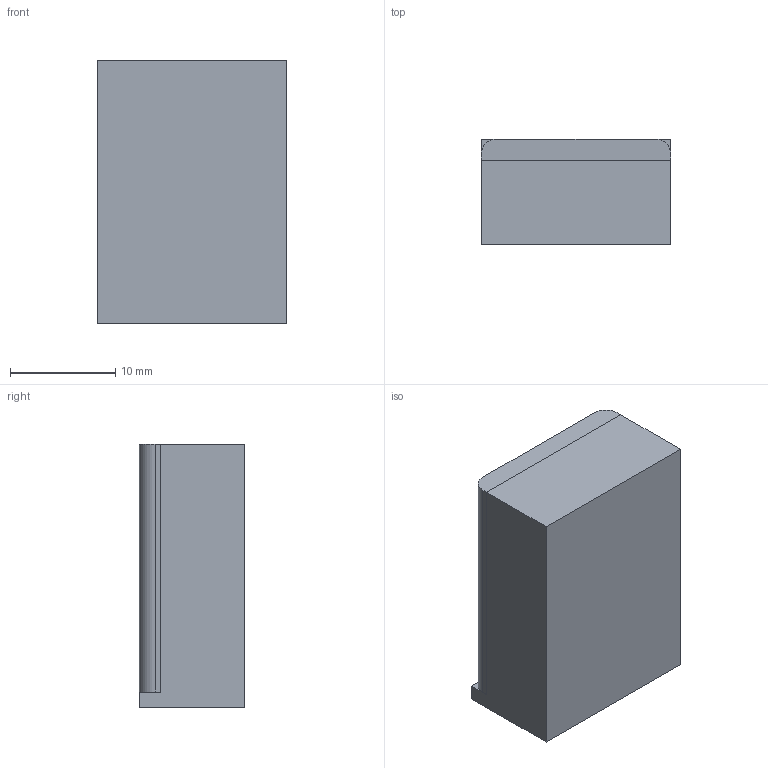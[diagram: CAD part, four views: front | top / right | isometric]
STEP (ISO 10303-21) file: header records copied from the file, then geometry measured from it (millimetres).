
FILE_DESCRIPTION(/* description */ (''),/* implementation_level */ '2;1');
FILE_NAME(/* name */ 'E_3_01_02_00_00_WKZ-0190.stp',/* time_stamp */ '2025-11-24T12:58:11+01:00',/* author */ ('d.fischer'),/* organization */ (''),/* preprocessor_version */ 'ST-DEVELOPER v20',/* originating_system */ 'Autodesk Inventor 2025',/* authorisation */ '');
FILE_SCHEMA (('AUTOMOTIVE_DESIGN { 1 0 10303 214 3 1 1 }'));
Length unit declared in the file: millimetre
Products named in the file (3): WKZ-0190; WKZ-0190_1; WKZ-0190_2
Assembly tree (2 placements, depth 2):
  WKZ-0190
    WKZ-0190_1
    WKZ-0190_2
Bounding box: 18 x 10 x 25 mm (x, y, z)
Surface area: 2846.4 mm2
Topology: 2 solids, 2 shells, 24 faces, 57 edges, 38 vertices
Faces by surface type: plane 19, cylinder 5
Full cylindrical faces by diameter (mm): 2 x3
Entity records: 819 total; most frequent: DIRECTION 125, CARTESIAN_POINT 124, ORIENTED_EDGE 114, EDGE_CURVE 57, LINE 47, VECTOR 47, AXIS2_PLACEMENT_3D 39, VERTEX_POINT 38
